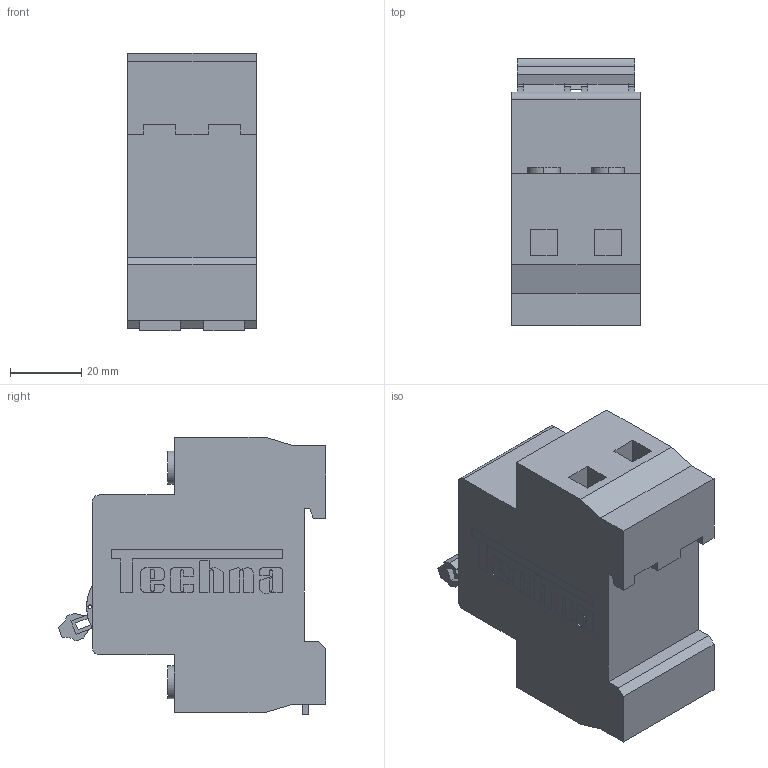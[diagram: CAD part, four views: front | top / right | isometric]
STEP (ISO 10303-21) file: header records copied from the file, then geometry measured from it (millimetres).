
FILE_DESCRIPTION (( 'STEP AP214' ), '1' );
FILE_NAME ('Gtec 2 Pole-W.STEP', '2020-05-26T08:44:21', ( '' ), ( '' ), 'SwSTEP 2.0', 'SolidWorks 2020', '' );
FILE_SCHEMA (( 'AUTOMOTIVE_DESIGN' ));
Length unit declared in the file: millimetre
Products named in the file (1): Gtec 2 Pole-W
Bounding box: 36 x 75.07 x 77.88 mm (x, y, z)
Volume: 143146.4 mm3; surface area: 23628.3 mm2
Topology: 1 solids, 5 shells, 1000 faces, 2785 edges, 1828 vertices
Faces by surface type: plane 598, cylinder 345, bspline 57
Entity records: 36997 total; most frequent: CARTESIAN_POINT 9167, ORIENTED_EDGE 5570, DIRECTION 5292, EDGE_CURVE 2785, VECTOR 1938, LINE 1938, VERTEX_POINT 1828, AXIS2_PLACEMENT_3D 1677
